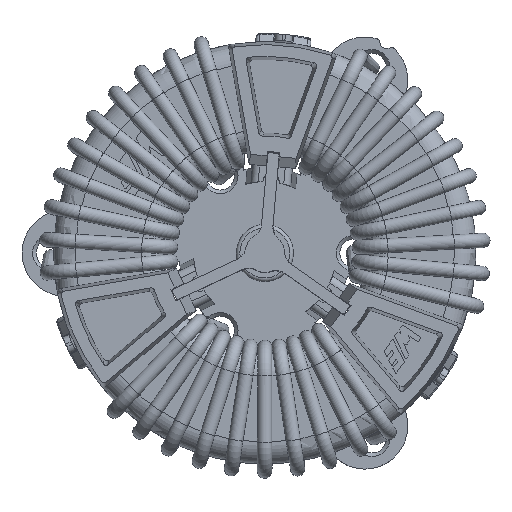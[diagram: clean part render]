
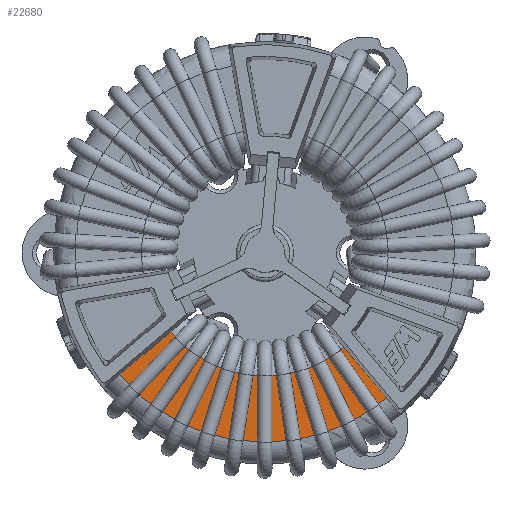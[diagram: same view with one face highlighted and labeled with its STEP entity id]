
A CAD part, top view. The second image highlights one B-rep face of the part: STEP entity #22680.
In plain terms, the highlighted face is planar.
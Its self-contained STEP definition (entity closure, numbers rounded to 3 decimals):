
#661=LINE('',#48998,#1988);
#800=LINE('',#50729,#2127);
#1988=VECTOR('',#27589,1000.);
#2127=VECTOR('',#28196,1000.);
#3327=PLANE('',#24358);
#6243=ORIENTED_EDGE('',*,*,#9989,.F.);
#6244=ORIENTED_EDGE('',*,*,#10310,.F.);
#6245=ORIENTED_EDGE('',*,*,#10306,.F.);
#6246=ORIENTED_EDGE('',*,*,#10309,.F.);
#9989=EDGE_CURVE('',#12069,#12401,#661,.T.);
#10306=EDGE_CURVE('',#12578,#12313,#800,.T.);
#10309=EDGE_CURVE('',#12401,#12578,#13959,.T.);
#10310=EDGE_CURVE('',#12313,#12069,#13960,.T.);
#12069=VERTEX_POINT('',#47768);
#12313=VERTEX_POINT('',#48531);
#12401=VERTEX_POINT('',#48999);
#12578=VERTEX_POINT('',#50730);
#13959=CIRCLE('',#24357,17.25);
#13960=CIRCLE('',#24359,26.55);
#15315=EDGE_LOOP('',(#6243,#6244,#6245,#6246));
#16827=FACE_BOUND('',#15315,.T.);
#22680=ADVANCED_FACE('',(#16827),#3327,.F.);
#24357=AXIS2_PLACEMENT_3D('',#50735,#28204,#28205);
#24358=AXIS2_PLACEMENT_3D('',#50736,#28206,#28207);
#24359=AXIS2_PLACEMENT_3D('',#50737,#28208,#28209);
#27589=DIRECTION('',(0.766,0.,-0.643));
#28196=DIRECTION('',(0.643,0.,0.766));
#28204=DIRECTION('',(0.,1.,0.));
#28205=DIRECTION('',(-0.766,0.,0.643));
#28206=DIRECTION('',(0.,-1.,0.));
#28207=DIRECTION('',(0.819,0.,0.574));
#28208=DIRECTION('',(0.,-1.,0.));
#28209=DIRECTION('',(0.643,0.,0.766));
#47768=CARTESIAN_POINT('',(-20.338,27.5,17.066));
#48531=CARTESIAN_POINT('',(17.066,27.5,20.338));
#48998=CARTESIAN_POINT('',(-20.338,27.5,17.066));
#48999=CARTESIAN_POINT('',(-13.214,27.5,11.088));
#50729=CARTESIAN_POINT('',(11.088,27.5,13.214));
#50730=CARTESIAN_POINT('',(11.088,27.5,13.214));
#50735=CARTESIAN_POINT('',(0.,27.5,0.));
#50736=CARTESIAN_POINT('',(0.,27.5,0.));
#50737=CARTESIAN_POINT('',(0.,27.5,0.));
